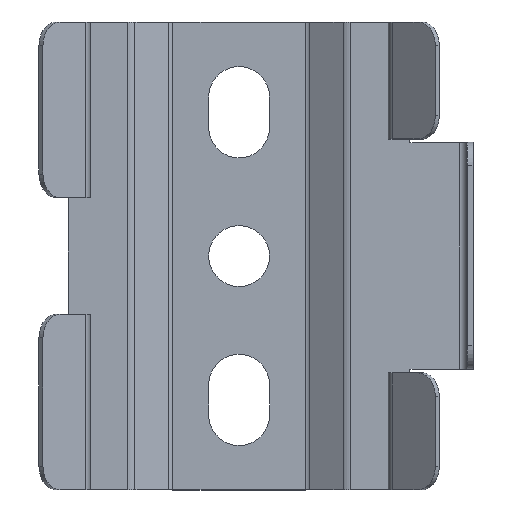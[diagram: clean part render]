
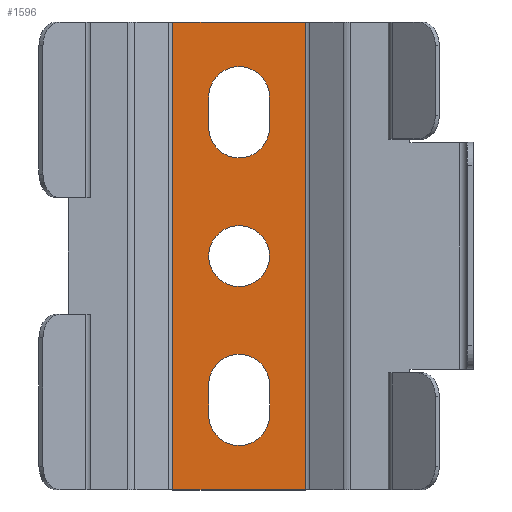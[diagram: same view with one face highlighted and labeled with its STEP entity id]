
A CAD part, top view. The second image highlights one B-rep face of the part: STEP entity #1596.
In plain terms, the highlighted planar face has unit normal (0, 0, 1).
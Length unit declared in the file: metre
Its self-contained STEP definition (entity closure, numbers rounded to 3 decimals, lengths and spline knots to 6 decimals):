
#27 = EDGE_CURVE ( 'NONE', #1837, #1202, #2920, .T. ) ;
#49 = EDGE_CURVE ( 'NONE', #2582, #666, #880, .T. ) ;
#113 = VECTOR ( 'NONE', #1962, 1. ) ;
#119 = CIRCLE ( 'NONE', #594, 0.0026 ) ;
#141 = AXIS2_PLACEMENT_3D ( 'NONE', #1573, #2244, #2275 ) ;
#192 = FACE_OUTER_BOUND ( 'NONE', #2745, .T. ) ;
#263 = EDGE_CURVE ( 'NONE', #2444, #1894, #1528, .T. ) ;
#285 = EDGE_LOOP ( 'NONE', ( #1172, #2658, #827, #3021 ) ) ;
#312 = CARTESIAN_POINT ( 'NONE',  ( -0.0114, 0.0064, -0.0017 ) ) ;
#315 = FACE_BOUND ( 'NONE', #285, .T. ) ;
#320 = VERTEX_POINT ( 'NONE', #312 ) ;
#323 = ORIENTED_EDGE ( 'NONE', *, *, #2482, .T. ) ;
#333 = CARTESIAN_POINT ( 'NONE',  ( -0.0166, 0.031, -0.0017 ) ) ;
#381 = CARTESIAN_POINT ( 'NONE',  ( -0.0166, 0.0336, -0.0017 ) ) ;
#400 = ORIENTED_EDGE ( 'NONE', *, *, #698, .T. ) ;
#485 = CARTESIAN_POINT ( 'NONE',  ( -0.014, 0.02, -0.0017 ) ) ;
#494 = EDGE_LOOP ( 'NONE', ( #901, #323, #400, #599 ) ) ;
#564 = EDGE_CURVE ( 'NONE', #1837, #666, #2510, .T. ) ;
#585 = LINE ( 'NONE', #3049, #2236 ) ;
#594 = AXIS2_PLACEMENT_3D ( 'NONE', #676, #2586, #1141 ) ;
#599 = ORIENTED_EDGE ( 'NONE', *, *, #1042, .T. ) ;
#621 = LINE ( 'NONE', #1842, #2086 ) ;
#638 = DIRECTION ( 'NONE',  ( 0., 0., -1. ) ) ;
#666 = VERTEX_POINT ( 'NONE', #1322 ) ;
#676 = CARTESIAN_POINT ( 'NONE',  ( -0.014, 0.009, -0.0017 ) ) ;
#698 = EDGE_CURVE ( 'NONE', #1290, #1545, #964, .T. ) ;
#705 = EDGE_LOOP ( 'NONE', ( #2437 ) ) ;
#718 = DIRECTION ( 'NONE',  ( 0., 0., -1. ) ) ;
#796 = EDGE_CURVE ( 'NONE', #2663, #320, #585, .T. ) ;
#827 = ORIENTED_EDGE ( 'NONE', *, *, #1342, .T. ) ;
#867 = CARTESIAN_POINT ( 'NONE',  ( -0.014, 0.031, -0.0017 ) ) ;
#868 = CARTESIAN_POINT ( 'NONE',  ( -0.0114, 0.02, -0.0017 ) ) ;
#877 = EDGE_CURVE ( 'NONE', #1570, #1570, #2466, .T. ) ;
#880 = LINE ( 'NONE', #2045, #1128 ) ;
#901 = ORIENTED_EDGE ( 'NONE', *, *, #796, .T. ) ;
#911 = AXIS2_PLACEMENT_3D ( 'NONE', #2406, #2396, #2902 ) ;
#951 = AXIS2_PLACEMENT_3D ( 'NONE', #867, #638, #2754 ) ;
#964 = LINE ( 'NONE', #2276, #1971 ) ;
#1032 = ORIENTED_EDGE ( 'NONE', *, *, #564, .F. ) ;
#1042 = EDGE_CURVE ( 'NONE', #1545, #2663, #119, .T. ) ;
#1104 = DIRECTION ( 'NONE',  ( 0., 0., -1. ) ) ;
#1115 = CARTESIAN_POINT ( 'NONE',  ( -0.008342, 0., -0.0017 ) ) ;
#1128 = VECTOR ( 'NONE', #3016, 1. ) ;
#1141 = DIRECTION ( 'NONE',  ( -1., 0., 0. ) ) ;
#1172 = ORIENTED_EDGE ( 'NONE', *, *, #263, .T. ) ;
#1202 = VERTEX_POINT ( 'NONE', #2850 ) ;
#1290 = VERTEX_POINT ( 'NONE', #1448 ) ;
#1322 = CARTESIAN_POINT ( 'NONE',  ( -0.008342, 0.04, -0.0017 ) ) ;
#1342 = EDGE_CURVE ( 'NONE', #2903, #2075, #1938, .T. ) ;
#1348 = CARTESIAN_POINT ( 'NONE',  ( -0.0114, 0.0336, -0.0017 ) ) ;
#1388 = LINE ( 'NONE', #1975, #113 ) ;
#1420 = VECTOR ( 'NONE', #1558, 1. ) ;
#1448 = CARTESIAN_POINT ( 'NONE',  ( -0.0166, 0.0064, -0.0017 ) ) ;
#1494 = FACE_BOUND ( 'NONE', #705, .T. ) ;
#1527 = PLANE ( 'NONE',  #141 ) ;
#1528 = CIRCLE ( 'NONE', #951, 0.0026 ) ;
#1545 = VERTEX_POINT ( 'NONE', #2260 ) ;
#1556 = DIRECTION ( 'NONE',  ( 0., 1., 0. ) ) ;
#1558 = DIRECTION ( 'NONE',  ( 0., -1., 0. ) ) ;
#1561 = DIRECTION ( 'NONE',  ( 0., 1., 0. ) ) ;
#1570 = VERTEX_POINT ( 'NONE', #868 ) ;
#1573 = CARTESIAN_POINT ( 'NONE',  ( -0.019658, 0., -0.0017 ) ) ;
#1596 = ADVANCED_FACE ( 'NONE', ( #315, #1494, #192, #1693 ), #1527, .T. ) ;
#1693 = FACE_BOUND ( 'NONE', #494, .T. ) ;
#1766 = AXIS2_PLACEMENT_3D ( 'NONE', #2061, #1104, #3038 ) ;
#1809 = EDGE_CURVE ( 'NONE', #2075, #2444, #1388, .T. ) ;
#1837 = VERTEX_POINT ( 'NONE', #2225 ) ;
#1842 = CARTESIAN_POINT ( 'NONE',  ( -0.008342, 0., -0.0017 ) ) ;
#1863 = AXIS2_PLACEMENT_3D ( 'NONE', #485, #718, #1868 ) ;
#1868 = DIRECTION ( 'NONE',  ( 1., 0., 0. ) ) ;
#1894 = VERTEX_POINT ( 'NONE', #333 ) ;
#1916 = ORIENTED_EDGE ( 'NONE', *, *, #2269, .F. ) ;
#1938 = CIRCLE ( 'NONE', #911, 0.0026 ) ;
#1962 = DIRECTION ( 'NONE',  ( 0., -1., 0. ) ) ;
#1971 = VECTOR ( 'NONE', #1556, 1. ) ;
#1975 = CARTESIAN_POINT ( 'NONE',  ( -0.0114, 0.0336, -0.0017 ) ) ;
#2024 = DIRECTION ( 'NONE',  ( -1., 0., 0. ) ) ;
#2043 = EDGE_CURVE ( 'NONE', #1894, #2903, #2095, .T. ) ;
#2045 = CARTESIAN_POINT ( 'NONE',  ( -0.008342, 0., -0.0017 ) ) ;
#2061 = CARTESIAN_POINT ( 'NONE',  ( -0.014, 0.0064, -0.0017 ) ) ;
#2075 = VERTEX_POINT ( 'NONE', #1348 ) ;
#2086 = VECTOR ( 'NONE', #2024, 1. ) ;
#2095 = LINE ( 'NONE', #381, #2896 ) ;
#2171 = VECTOR ( 'NONE', #2486, 1. ) ;
#2209 = CIRCLE ( 'NONE', #1766, 0.0026 ) ;
#2225 = CARTESIAN_POINT ( 'NONE',  ( -0.019658, 0.04, -0.0017 ) ) ;
#2236 = VECTOR ( 'NONE', #2332, 1. ) ;
#2244 = DIRECTION ( 'NONE',  ( 0., 0., 1. ) ) ;
#2260 = CARTESIAN_POINT ( 'NONE',  ( -0.0166, 0.009, -0.0017 ) ) ;
#2269 = EDGE_CURVE ( 'NONE', #2582, #1202, #621, .T. ) ;
#2275 = DIRECTION ( 'NONE',  ( 1., 0., 0. ) ) ;
#2276 = CARTESIAN_POINT ( 'NONE',  ( -0.0166, 0.0064, -0.0017 ) ) ;
#2332 = DIRECTION ( 'NONE',  ( 0., -1., 0. ) ) ;
#2362 = CARTESIAN_POINT ( 'NONE',  ( -0.0114, 0.031, -0.0017 ) ) ;
#2396 = DIRECTION ( 'NONE',  ( 0., 0., -1. ) ) ;
#2406 = CARTESIAN_POINT ( 'NONE',  ( -0.014, 0.0336, -0.0017 ) ) ;
#2437 = ORIENTED_EDGE ( 'NONE', *, *, #877, .T. ) ;
#2444 = VERTEX_POINT ( 'NONE', #2362 ) ;
#2466 = CIRCLE ( 'NONE', #1863, 0.0026 ) ;
#2482 = EDGE_CURVE ( 'NONE', #320, #1290, #2209, .T. ) ;
#2486 = DIRECTION ( 'NONE',  ( 1., 0., 0. ) ) ;
#2510 = LINE ( 'NONE', #2708, #2171 ) ;
#2582 = VERTEX_POINT ( 'NONE', #1115 ) ;
#2586 = DIRECTION ( 'NONE',  ( 0., 0., -1. ) ) ;
#2658 = ORIENTED_EDGE ( 'NONE', *, *, #2043, .T. ) ;
#2663 = VERTEX_POINT ( 'NONE', #2973 ) ;
#2708 = CARTESIAN_POINT ( 'NONE',  ( -0.029939, 0.04, -0.0017 ) ) ;
#2745 = EDGE_LOOP ( 'NONE', ( #1916, #2770, #1032, #3044 ) ) ;
#2754 = DIRECTION ( 'NONE',  ( 1., 0., 0. ) ) ;
#2768 = CARTESIAN_POINT ( 'NONE',  ( -0.019658, 0., -0.0017 ) ) ;
#2770 = ORIENTED_EDGE ( 'NONE', *, *, #49, .T. ) ;
#2850 = CARTESIAN_POINT ( 'NONE',  ( -0.019658, 0., -0.0017 ) ) ;
#2896 = VECTOR ( 'NONE', #1561, 1. ) ;
#2902 = DIRECTION ( 'NONE',  ( -1., 0., 0. ) ) ;
#2903 = VERTEX_POINT ( 'NONE', #3000 ) ;
#2920 = LINE ( 'NONE', #2768, #1420 ) ;
#2973 = CARTESIAN_POINT ( 'NONE',  ( -0.0114, 0.009, -0.0017 ) ) ;
#3000 = CARTESIAN_POINT ( 'NONE',  ( -0.0166, 0.0336, -0.0017 ) ) ;
#3016 = DIRECTION ( 'NONE',  ( 0., 1., 0. ) ) ;
#3021 = ORIENTED_EDGE ( 'NONE', *, *, #1809, .T. ) ;
#3038 = DIRECTION ( 'NONE',  ( 1., 0., 0. ) ) ;
#3044 = ORIENTED_EDGE ( 'NONE', *, *, #27, .T. ) ;
#3049 = CARTESIAN_POINT ( 'NONE',  ( -0.0114, 0.009, -0.0017 ) ) ;
